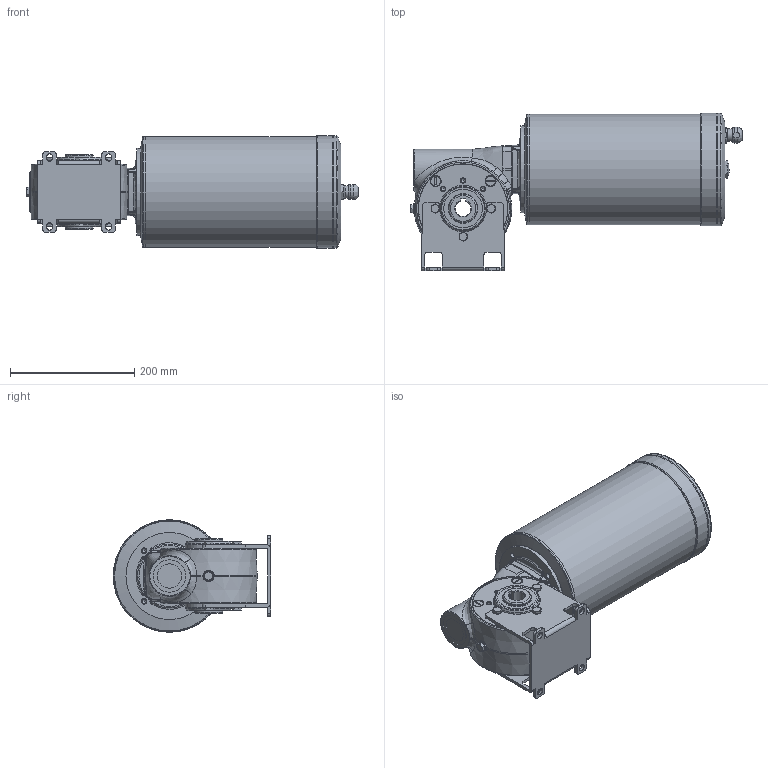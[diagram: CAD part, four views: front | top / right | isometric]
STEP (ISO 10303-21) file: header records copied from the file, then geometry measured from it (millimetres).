
FILE_DESCRIPTION( ( 'Unknown' ), '1' );
FILE_NAME( 'D4BBEBCAB9B13425AB89D9F4192DF1.3d.stp', 'Unknown', ( 'Unknown' ), ( 'Unknown' ), 'PSStep 10.1', 'Unknown', ' ' );
FILE_SCHEMA( ( 'AUTOMOTIVE_DESIGN { 1 0 10303 214 1 1 1 1 }' ) );
Length unit declared in the file: millimetre
Products named in the file (1): N638800
Bounding box: 533.8 x 253.5 x 181 mm (x, y, z)
Volume: 10336525.3 mm3; surface area: 423165.1 mm2
Topology: 1 solids, 29 shells, 778 faces, 1880 edges, 1193 vertices
Faces by surface type: plane 290, cylinder 178, cone 150, bspline 108, torus 47, revolution 4, sphere 1
Full cylindrical faces by diameter (mm): 6.647 x28, 7 x1, 8 x10, 9 x8, 9.5 x6, 11.6 x6, 13 x4, 13.4 x1, 14 x4, 16.662 x1, 18 x1, 20 x1, 24 x1, 30 x1, 35 x1, 39 x1, 45 x2, 46 x2, 47 x1, 47.5 x2, 52 x1, 62 x2, 85 x1, 95 x2, 140 x1, 144 x1, 177.98 x1, 178 x2, 180.98 x2, 181 x3
Entity records: 38987 total; most frequent: CARTESIAN_POINT 17141, DIRECTION 3043, ORIENTED_EDGE 3028, EDGE_CURVE 1514, AXIS2_PLACEMENT_3D 1265, EDGE_LOOP 1075, VERTEX_POINT 1075, FACE_OUTER_BOUND 906
